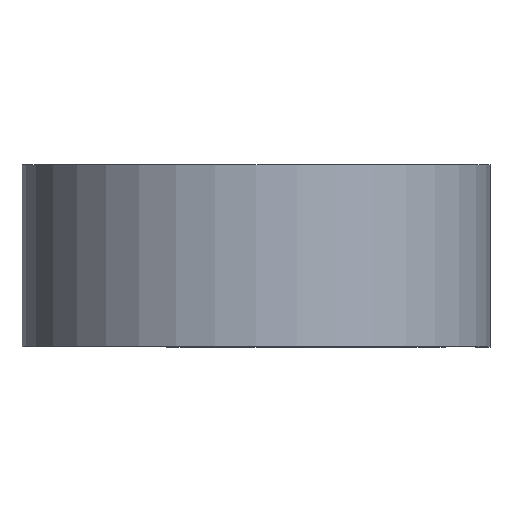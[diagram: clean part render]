
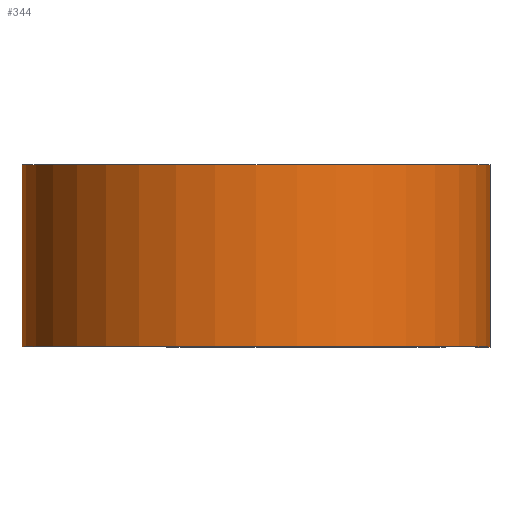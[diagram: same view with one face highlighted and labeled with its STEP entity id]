
A CAD part, top view. The second image highlights one B-rep face of the part: STEP entity #344.
In plain terms, the highlighted cylindrical face has radius 24.536 mm (diameter 49.073 mm), a partial arc.
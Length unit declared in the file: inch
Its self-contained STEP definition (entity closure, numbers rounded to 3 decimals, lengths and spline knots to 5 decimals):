
#14 = CARTESIAN_POINT ( 'NONE',  ( 0.966, 0.375, 0. ) ) ;
#77 = AXIS2_PLACEMENT_3D ( 'NONE', #423, #359, #361 ) ;
#79 = EDGE_CURVE ( 'NONE', #240, #352, #501, .T. ) ;
#88 = DIRECTION ( 'NONE',  ( 0., -1., 0. ) ) ;
#109 = ORIENTED_EDGE ( 'NONE', *, *, #215, .T. ) ;
#129 = EDGE_CURVE ( 'NONE', #551, #240, #478, .T. ) ;
#152 = LINE ( 'NONE', #290, #618 ) ;
#153 = CARTESIAN_POINT ( 'NONE',  ( 0., -0.375, -0.966 ) ) ;
#183 = DIRECTION ( 'NONE',  ( 1., 0., 0. ) ) ;
#187 = CARTESIAN_POINT ( 'NONE',  ( 0., 0.375, -0.966 ) ) ;
#189 = DIRECTION ( 'NONE',  ( 0., 1., 0. ) ) ;
#206 = CARTESIAN_POINT ( 'NONE',  ( 0., -0.375, 0. ) ) ;
#215 = EDGE_CURVE ( 'NONE', #379, #352, #289, .T. ) ;
#227 = FACE_OUTER_BOUND ( 'NONE', #600, .T. ) ;
#240 = VERTEX_POINT ( 'NONE', #384 ) ;
#246 = DIRECTION ( 'NONE',  ( 0., -1., 0. ) ) ;
#255 = CYLINDRICAL_SURFACE ( 'NONE', #341, 0.966 ) ;
#264 = CARTESIAN_POINT ( 'NONE',  ( 0.966, -0.375, 0. ) ) ;
#267 = DIRECTION ( 'NONE',  ( 0., -1., 0. ) ) ;
#289 = CIRCLE ( 'NONE', #380, 0.966 ) ;
#290 = CARTESIAN_POINT ( 'NONE',  ( 0., 0.375, -0.966 ) ) ;
#313 = CARTESIAN_POINT ( 'NONE',  ( 0., 0.375, 0. ) ) ;
#341 = AXIS2_PLACEMENT_3D ( 'NONE', #313, #267, #373 ) ;
#344 = ADVANCED_FACE ( 'NONE', ( #227 ), #255, .T. ) ;
#352 = VERTEX_POINT ( 'NONE', #264 ) ;
#357 = ORIENTED_EDGE ( 'NONE', *, *, #129, .F. ) ;
#359 = DIRECTION ( 'NONE',  ( 0., 1., 0. ) ) ;
#361 = DIRECTION ( 'NONE',  ( 1., 0., 0. ) ) ;
#373 = DIRECTION ( 'NONE',  ( 0., 0., -1. ) ) ;
#379 = VERTEX_POINT ( 'NONE', #153 ) ;
#380 = AXIS2_PLACEMENT_3D ( 'NONE', #206, #189, #183 ) ;
#384 = CARTESIAN_POINT ( 'NONE',  ( 0.966, 0.375, 0. ) ) ;
#423 = CARTESIAN_POINT ( 'NONE',  ( 0., 0.375, 0. ) ) ;
#478 = CIRCLE ( 'NONE', #77, 0.966 ) ;
#482 = ORIENTED_EDGE ( 'NONE', *, *, #79, .F. ) ;
#499 = VECTOR ( 'NONE', #88, 39.37008 ) ;
#501 = LINE ( 'NONE', #14, #499 ) ;
#510 = ORIENTED_EDGE ( 'NONE', *, *, #515, .T. ) ;
#515 = EDGE_CURVE ( 'NONE', #551, #379, #152, .T. ) ;
#551 = VERTEX_POINT ( 'NONE', #187 ) ;
#600 = EDGE_LOOP ( 'NONE', ( #109, #482, #357, #510 ) ) ;
#618 = VECTOR ( 'NONE', #246, 39.37008 ) ;
